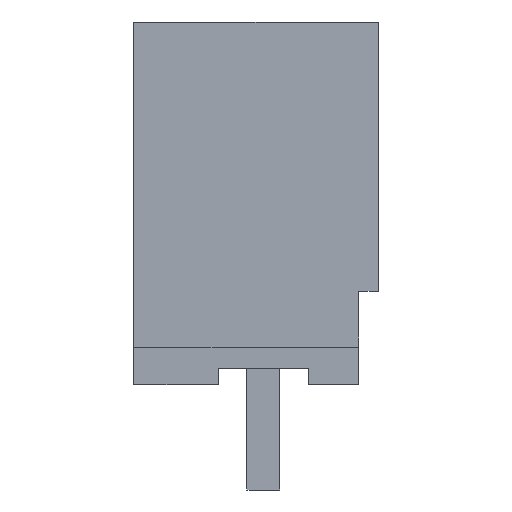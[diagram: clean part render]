
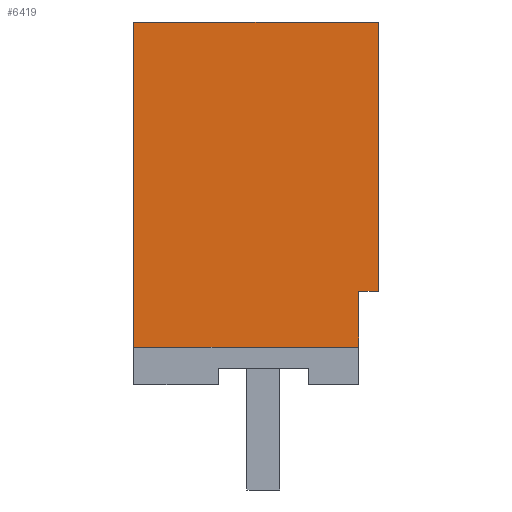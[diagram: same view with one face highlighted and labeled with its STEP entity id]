
A CAD part, left-side view. The second image highlights one B-rep face of the part: STEP entity #6419.
In plain terms, the highlighted planar face has unit normal (-1, 0, 0).
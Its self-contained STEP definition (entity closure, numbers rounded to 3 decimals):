
#6390=AXIS2_PLACEMENT_3D('Plane Axis2P3D',#6387,#6388,#6389) ;
#234=CARTESIAN_POINT('Vertex',(0.,7.45,4.35)) ;
#237=CARTESIAN_POINT('Line Origine',(0.,7.45,9.3)) ;
#241=CARTESIAN_POINT('Vertex',(0.,7.45,14.25)) ;
#4807=CARTESIAN_POINT('Vertex',(0.,0.6,6.05)) ;
#4810=CARTESIAN_POINT('Line Origine',(0.,0.6,5.2)) ;
#4814=CARTESIAN_POINT('Vertex',(0.,0.6,4.35)) ;
#6116=CARTESIAN_POINT('Line Origine',(0.,4.025,4.35)) ;
#6387=CARTESIAN_POINT('Axis2P3D Location',(0.,7.45,14.25)) ;
#6392=CARTESIAN_POINT('Line Origine',(0.,0.,10.15)) ;
#6396=CARTESIAN_POINT('Vertex',(0.,0.,14.25)) ;
#6398=CARTESIAN_POINT('Vertex',(0.,0.,6.05)) ;
#6401=CARTESIAN_POINT('Line Origine',(0.,3.725,14.25)) ;
#6406=CARTESIAN_POINT('Line Origine',(0.,0.3,6.05)) ;
#238=DIRECTION('Vector Direction',(0.,0.,-1.)) ;
#4811=DIRECTION('Vector Direction',(0.,0.,1.)) ;
#6117=DIRECTION('Vector Direction',(0.,-1.,0.)) ;
#6388=DIRECTION('Axis2P3D Direction',(-1.,0.,0.)) ;
#6389=DIRECTION('Axis2P3D XDirection',(0.,0.,1.)) ;
#6393=DIRECTION('Vector Direction',(0.,0.,-1.)) ;
#6402=DIRECTION('Vector Direction',(0.,-1.,0.)) ;
#6407=DIRECTION('Vector Direction',(0.,1.,0.)) ;
#239=VECTOR('Line Direction',#238,1.) ;
#4812=VECTOR('Line Direction',#4811,1.) ;
#6118=VECTOR('Line Direction',#6117,1.) ;
#6394=VECTOR('Line Direction',#6393,1.) ;
#6403=VECTOR('Line Direction',#6402,1.) ;
#6408=VECTOR('Line Direction',#6407,1.) ;
#6412=ORIENTED_EDGE('',*,*,#6400,.F.) ;
#6413=ORIENTED_EDGE('',*,*,#6405,.F.) ;
#6414=ORIENTED_EDGE('',*,*,#243,.T.) ;
#6415=ORIENTED_EDGE('',*,*,#6120,.T.) ;
#6416=ORIENTED_EDGE('',*,*,#4816,.T.) ;
#6417=ORIENTED_EDGE('',*,*,#6410,.F.) ;
#6419=ADVANCED_FACE('HOUSING',(#6418),#6391,.T.) ;
#243=EDGE_CURVE('',#242,#235,#240,.T.) ;
#4816=EDGE_CURVE('',#4815,#4808,#4813,.T.) ;
#6120=EDGE_CURVE('',#235,#4815,#6119,.T.) ;
#6400=EDGE_CURVE('',#6397,#6399,#6395,.T.) ;
#6405=EDGE_CURVE('',#242,#6397,#6404,.T.) ;
#6410=EDGE_CURVE('',#6399,#4808,#6409,.T.) ;
#6411=EDGE_LOOP('',(#6412,#6413,#6414,#6415,#6416,#6417)) ;
#6418=FACE_OUTER_BOUND('',#6411,.T.) ;
#240=LINE('Line',#237,#239) ;
#4813=LINE('Line',#4810,#4812) ;
#6119=LINE('Line',#6116,#6118) ;
#6395=LINE('Line',#6392,#6394) ;
#6404=LINE('Line',#6401,#6403) ;
#6409=LINE('Line',#6406,#6408) ;
#6391=PLANE('',#6390) ;
#235=VERTEX_POINT('',#234) ;
#242=VERTEX_POINT('',#241) ;
#4808=VERTEX_POINT('',#4807) ;
#4815=VERTEX_POINT('',#4814) ;
#6397=VERTEX_POINT('',#6396) ;
#6399=VERTEX_POINT('',#6398) ;
